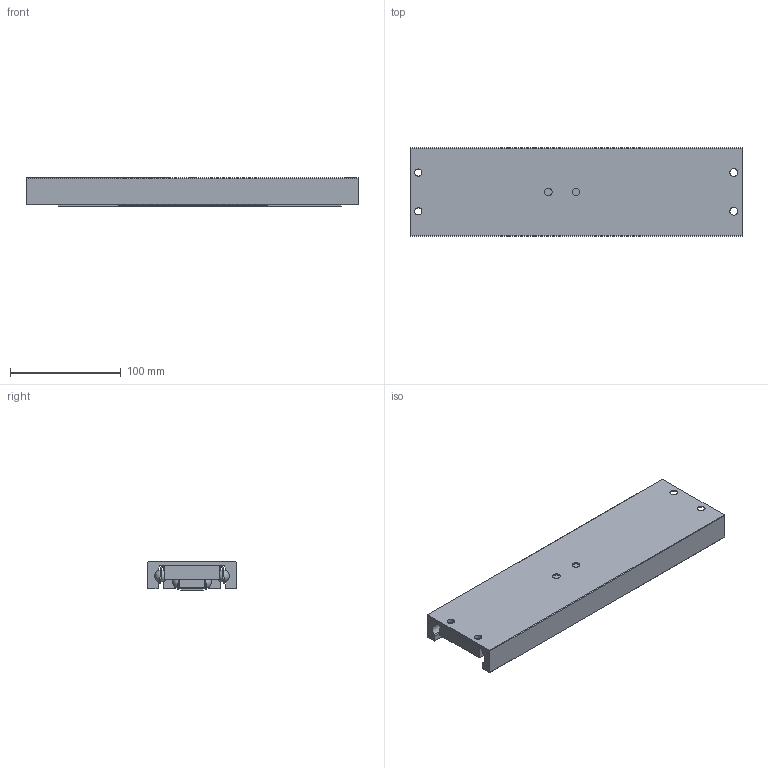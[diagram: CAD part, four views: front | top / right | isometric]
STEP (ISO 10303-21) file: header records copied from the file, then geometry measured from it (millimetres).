
FILE_DESCRIPTION(/* description */ ('TR8026 300 / 285 (26)'),/* implementation_level */ '2;1');
FILE_NAME(/* name */ 'E000041192.stp',/* time_stamp */ '2016-07-22T13:22:13+02:00',/* author */ ('stagenbd'),/* organization */ (''),/* preprocessor_version */ 'ST-DEVELOPER v15.6',/* originating_system */ 'Autodesk Inventor 2015',/* authorisation */ '');
FILE_SCHEMA (('AUTOMOTIVE_DESIGN { 1 0 10303 214 3 1 1 }'));
Length unit declared in the file: millimetre
Products named in the file (1): E000041192
Bounding box: 300 x 80 x 26 mm (x, y, z)
Volume: 405103.5 mm3; surface area: 197647.9 mm2
Topology: 23 solids, 23 shells, 199 faces, 545 edges, 348 vertices
Faces by surface type: cylinder 97, plane 72, sphere 24, cone 6
Full cylindrical faces by diameter (mm): 6.4 x2, 6.6 x2, 6.8 x4, 7 x4, 10 x8, 11.5 x8
Entity records: 6151 total; most frequent: CARTESIAN_POINT 1163, DIRECTION 1039, ORIENTED_EDGE 934, EDGE_CURVE 467, AXIS2_PLACEMENT_3D 396, VERTEX_POINT 344, EDGE_LOOP 285, LINE 247
